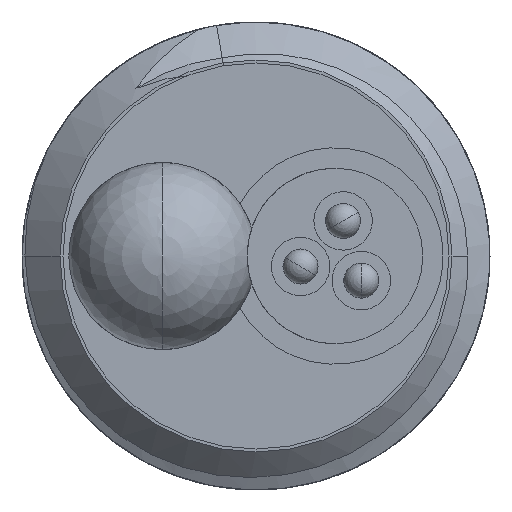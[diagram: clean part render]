
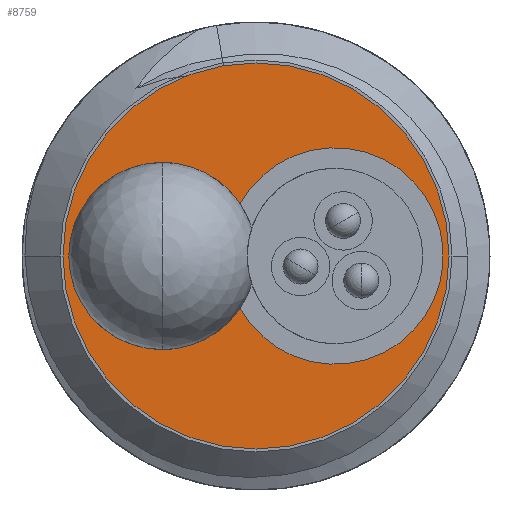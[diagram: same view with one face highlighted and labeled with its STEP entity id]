
A CAD part, front view. The second image highlights one B-rep face of the part: STEP entity #8759.
In plain terms, the highlighted planar face has unit normal (0, -1, 0).
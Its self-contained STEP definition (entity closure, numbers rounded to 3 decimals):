
#5170=CARTESIAN_POINT('',(0.,-1.,0.));
#5171=DIRECTION('',(0.,-1.,0.));
#5172=DIRECTION('',(0.,0.,-1.));
#5173=AXIS2_PLACEMENT_3D('',#5170,#5171,#5172);
#5175=CARTESIAN_POINT('',(0.,-1.,0.));
#5176=DIRECTION('',(0.,-1.,0.));
#5177=DIRECTION('',(0.,0.,1.));
#5178=AXIS2_PLACEMENT_3D('',#5175,#5176,#5177);
#5180=CARTESIAN_POINT('',(-1.6,-1.,0.));
#5181=DIRECTION('',(0.,1.,0.));
#5182=DIRECTION('',(0.831,0.,-0.557));
#5183=AXIS2_PLACEMENT_3D('',#5180,#5181,#5182);
#5208=CARTESIAN_POINT('',(1.35,-1.,0.));
#5209=DIRECTION('',(0.,1.,0.));
#5210=DIRECTION('',(-0.876,0.,0.482));
#5211=AXIS2_PLACEMENT_3D('',#5208,#5209,#5210);
#6589=CARTESIAN_POINT('',(0.,-1.,-3.3));
#6590=CARTESIAN_POINT('',(0.,-1.,3.3));
#6591=VERTEX_POINT('',#6589);
#6592=VERTEX_POINT('',#6590);
#6603=CARTESIAN_POINT('',(-0.271,-1.,0.891));
#6605=VERTEX_POINT('',#6603);
#6607=CARTESIAN_POINT('',(-0.271,-1.,-0.891));
#6609=VERTEX_POINT('',#6607);
#8744=CARTESIAN_POINT('',(0.,-1.,0.));
#8745=DIRECTION('',(0.,-1.,0.));
#8746=DIRECTION('',(0.,0.,-1.));
#8747=AXIS2_PLACEMENT_3D('',#8744,#8745,#8746);
#8748=PLANE('',#8747);
#8749=ORIENTED_EDGE('',*,*,#8724,.F.);
#8750=ORIENTED_EDGE('',*,*,#8738,.F.);
#8751=EDGE_LOOP('',(#8749,#8750));
#8752=FACE_OUTER_BOUND('',#8751,.F.);
#8754=ORIENTED_EDGE('',*,*,#8753,.F.);
#8756=ORIENTED_EDGE('',*,*,#8755,.F.);
#8757=EDGE_LOOP('',(#8754,#8756));
#8758=FACE_BOUND('',#8757,.F.);
#8759=ADVANCED_FACE('',(#8752,#8758),#8748,.T.);
#5174=CIRCLE('',#5173,3.3);
#5179=CIRCLE('',#5178,3.3);
#5184=CIRCLE('',#5183,1.6);
#5212=CIRCLE('',#5211,1.85);
#8724=EDGE_CURVE('',#6591,#6592,#5174,.T.);
#8738=EDGE_CURVE('',#6592,#6591,#5179,.T.);
#8753=EDGE_CURVE('',#6609,#6605,#5184,.T.);
#8755=EDGE_CURVE('',#6605,#6609,#5212,.T.);
